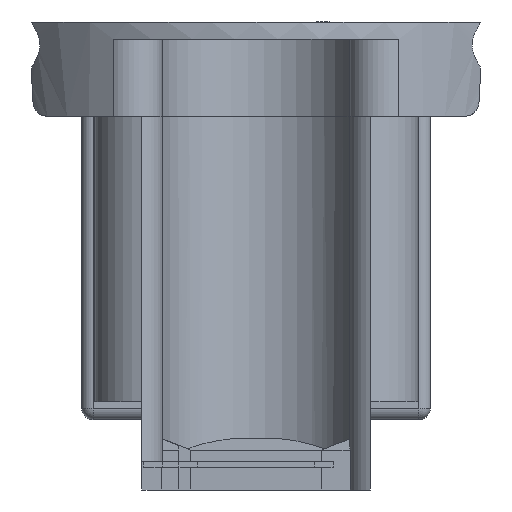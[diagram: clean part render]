
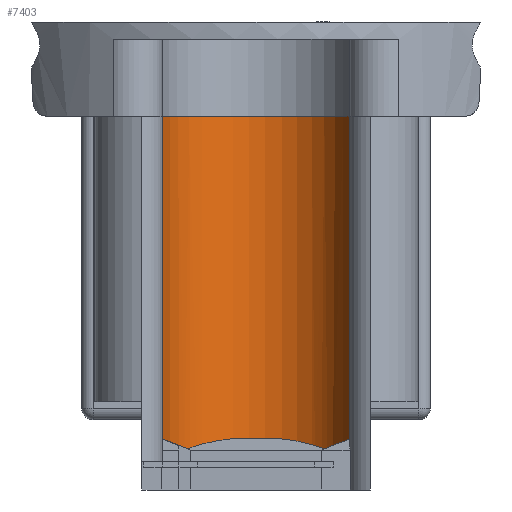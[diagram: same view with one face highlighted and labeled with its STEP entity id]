
A CAD part, left-side view. The second image highlights one B-rep face of the part: STEP entity #7403.
In plain terms, the highlighted cylindrical face has radius 8.5 mm (diameter 17 mm), a partial arc.
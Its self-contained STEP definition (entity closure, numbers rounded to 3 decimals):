
#53=FACE_BOUND('',#1420,.T.);
#54=FACE_BOUND('',#1421,.T.);
#673=CYLINDRICAL_SURFACE('',#7910,8.5);
#988=FACE_OUTER_BOUND('',#1419,.T.);
#1419=EDGE_LOOP('',(#5468,#5469,#5470,#5471,#5472,#5473,#5474,#5475));
#1420=EDGE_LOOP('',(#5476,#5477,#5478,#5479));
#1421=EDGE_LOOP('',(#5480,#5481,#5482,#5483));
#1885=LINE('',#10523,#2478);
#1889=LINE('',#10532,#2482);
#1904=LINE('',#10577,#2497);
#1906=LINE('',#10580,#2499);
#1907=LINE('',#10582,#2500);
#1924=LINE('',#10621,#2517);
#1925=LINE('',#10622,#2518);
#1926=LINE('',#10626,#2519);
#2478=VECTOR('',#8709,10.);
#2482=VECTOR('',#8715,10.);
#2497=VECTOR('',#8758,10.);
#2499=VECTOR('',#8762,10.);
#2500=VECTOR('',#8765,10.);
#2517=VECTOR('',#8808,10.);
#2518=VECTOR('',#8809,10.);
#2519=VECTOR('',#8814,10.);
#2982=CIRCLE('',#7876,8.5);
#2985=CIRCLE('',#7882,8.5);
#2986=CIRCLE('',#7884,8.5);
#2988=CIRCLE('',#7887,8.5);
#2990=CIRCLE('',#7890,8.5);
#2991=CIRCLE('',#7892,8.5);
#2992=CIRCLE('',#7898,8.5);
#2995=CIRCLE('',#7911,8.5);
#3202=VERTEX_POINT('',#10509);
#3203=VERTEX_POINT('',#10511);
#3207=VERTEX_POINT('',#10521);
#3208=VERTEX_POINT('',#10522);
#3211=VERTEX_POINT('',#10530);
#3212=VERTEX_POINT('',#10531);
#3215=VERTEX_POINT('',#10539);
#3216=VERTEX_POINT('',#10543);
#3218=VERTEX_POINT('',#10546);
#3221=VERTEX_POINT('',#10554);
#3223=VERTEX_POINT('',#10559);
#3226=VERTEX_POINT('',#10565);
#3227=VERTEX_POINT('',#10569);
#3228=VERTEX_POINT('',#10576);
#3237=VERTEX_POINT('',#10619);
#3238=VERTEX_POINT('',#10624);
#4027=EDGE_CURVE('',#3203,#3202,#2982,.T.);
#4032=EDGE_CURVE('',#3207,#3208,#1885,.T.);
#4036=EDGE_CURVE('',#3211,#3212,#1889,.T.);
#4040=EDGE_CURVE('',#3212,#3215,#2985,.T.);
#4043=EDGE_CURVE('',#3218,#3216,#2986,.T.);
#4047=EDGE_CURVE('',#3208,#3221,#2988,.T.);
#4053=EDGE_CURVE('',#3223,#3226,#2990,.T.);
#4054=EDGE_CURVE('',#3227,#3211,#2991,.T.);
#4058=EDGE_CURVE('',#3221,#3228,#1904,.T.);
#4060=EDGE_CURVE('',#3215,#3227,#1906,.T.);
#4061=EDGE_CURVE('',#3226,#3218,#1907,.T.);
#4063=EDGE_CURVE('',#3228,#3207,#2992,.T.);
#4081=EDGE_CURVE('',#3216,#3237,#1924,.T.);
#4082=EDGE_CURVE('',#3202,#3223,#1925,.T.);
#4083=EDGE_CURVE('',#3238,#3237,#2995,.T.);
#4084=EDGE_CURVE('',#3203,#3238,#1926,.T.);
#5468=ORIENTED_EDGE('',*,*,#4043,.T.);
#5469=ORIENTED_EDGE('',*,*,#4081,.T.);
#5470=ORIENTED_EDGE('',*,*,#4083,.F.);
#5471=ORIENTED_EDGE('',*,*,#4084,.F.);
#5472=ORIENTED_EDGE('',*,*,#4027,.T.);
#5473=ORIENTED_EDGE('',*,*,#4082,.T.);
#5474=ORIENTED_EDGE('',*,*,#4053,.T.);
#5475=ORIENTED_EDGE('',*,*,#4061,.T.);
#5476=ORIENTED_EDGE('',*,*,#4058,.T.);
#5477=ORIENTED_EDGE('',*,*,#4063,.T.);
#5478=ORIENTED_EDGE('',*,*,#4032,.T.);
#5479=ORIENTED_EDGE('',*,*,#4047,.T.);
#5480=ORIENTED_EDGE('',*,*,#4060,.T.);
#5481=ORIENTED_EDGE('',*,*,#4054,.T.);
#5482=ORIENTED_EDGE('',*,*,#4036,.T.);
#5483=ORIENTED_EDGE('',*,*,#4040,.T.);
#7403=ADVANCED_FACE('',(#988,#53,#54),#673,.F.);
#7876=AXIS2_PLACEMENT_3D('',#10512,#8699,#8700);
#7882=AXIS2_PLACEMENT_3D('',#10540,#8721,#8722);
#7884=AXIS2_PLACEMENT_3D('',#10547,#8727,#8728);
#7887=AXIS2_PLACEMENT_3D('',#10555,#8735,#8736);
#7890=AXIS2_PLACEMENT_3D('',#10567,#8745,#8746);
#7892=AXIS2_PLACEMENT_3D('',#10570,#8749,#8750);
#7898=AXIS2_PLACEMENT_3D('',#10585,#8769,#8770);
#7910=AXIS2_PLACEMENT_3D('',#10623,#8810,#8811);
#7911=AXIS2_PLACEMENT_3D('',#10625,#8812,#8813);
#8699=DIRECTION('center_axis',(0.,0.,1.));
#8700=DIRECTION('ref_axis',(-0.233,-0.972,0.));
#8709=DIRECTION('',(0.,0.,-1.));
#8715=DIRECTION('',(0.,0.,-1.));
#8721=DIRECTION('center_axis',(0.,0.,1.));
#8722=DIRECTION('ref_axis',(-0.233,-0.972,0.));
#8727=DIRECTION('center_axis',(0.,0.,1.));
#8728=DIRECTION('ref_axis',(-0.233,-0.972,0.));
#8735=DIRECTION('center_axis',(0.,0.,1.));
#8736=DIRECTION('ref_axis',(-0.233,-0.972,0.));
#8745=DIRECTION('center_axis',(0.,0.,-1.));
#8746=DIRECTION('ref_axis',(-0.233,-0.972,0.));
#8749=DIRECTION('center_axis',(0.,0.,-1.));
#8750=DIRECTION('ref_axis',(-0.233,-0.972,0.));
#8758=DIRECTION('',(0.,0.,1.));
#8762=DIRECTION('',(0.,0.,1.));
#8765=DIRECTION('',(0.,0.,-1.));
#8769=DIRECTION('center_axis',(0.,0.,-1.));
#8770=DIRECTION('ref_axis',(-0.233,-0.972,0.));
#8808=DIRECTION('',(0.,0.,-1.));
#8809=DIRECTION('',(0.,0.,-1.));
#8810=DIRECTION('center_axis',(0.,0.,-1.));
#8811=DIRECTION('ref_axis',(1.,-0.012,0.));
#8812=DIRECTION('center_axis',(0.,0.,1.));
#8813=DIRECTION('ref_axis',(-0.233,-0.972,0.));
#8814=DIRECTION('',(0.,0.,-1.));
#10509=CARTESIAN_POINT('',(-16.101,8.308,-8.25));
#10511=CARTESIAN_POINT('',(-16.295,-8.268,-8.25));
#10512=CARTESIAN_POINT('Origin',(-14.314,-0.002,
-8.25));
#10521=CARTESIAN_POINT('',(-9.148,-6.752,-38.5));
#10522=CARTESIAN_POINT('',(-9.148,-6.752,-39.));
#10523=CARTESIAN_POINT('',(-9.148,-6.752,-8.25));
#10530=CARTESIAN_POINT('',(-7.564,5.164,-38.5));
#10531=CARTESIAN_POINT('',(-7.564,5.164,-39.));
#10532=CARTESIAN_POINT('',(-7.564,5.164,-8.25));
#10539=CARTESIAN_POINT('',(-9.148,6.748,-39.));
#10540=CARTESIAN_POINT('Origin',(-14.314,-0.002,
-39.));
#10543=CARTESIAN_POINT('',(-16.101,8.308,-39.));
#10546=CARTESIAN_POINT('',(-12.101,8.205,-39.));
#10547=CARTESIAN_POINT('Origin',(-14.314,-0.002,
-39.));
#10554=CARTESIAN_POINT('',(-7.564,-5.168,-39.));
#10555=CARTESIAN_POINT('Origin',(-14.314,-0.002,
-39.));
#10559=CARTESIAN_POINT('',(-16.101,8.308,-38.5));
#10565=CARTESIAN_POINT('',(-12.101,8.205,-38.5));
#10567=CARTESIAN_POINT('Origin',(-14.314,-0.002,
-38.5));
#10569=CARTESIAN_POINT('',(-9.148,6.748,-38.5));
#10570=CARTESIAN_POINT('Origin',(-14.314,-0.002,
-38.5));
#10576=CARTESIAN_POINT('',(-7.564,-5.168,-38.5));
#10577=CARTESIAN_POINT('',(-7.564,-5.168,-8.25));
#10580=CARTESIAN_POINT('',(-9.148,6.748,-8.25));
#10582=CARTESIAN_POINT('',(-12.101,8.205,-8.25));
#10585=CARTESIAN_POINT('Origin',(-14.314,-0.002,
-38.5));
#10619=CARTESIAN_POINT('',(-16.101,8.308,-41.));
#10621=CARTESIAN_POINT('',(-16.101,8.308,-8.25));
#10622=CARTESIAN_POINT('',(-16.101,8.308,-8.25));
#10623=CARTESIAN_POINT('Origin',(-14.314,-0.002,
-8.25));
#10624=CARTESIAN_POINT('',(-16.295,-8.268,-41.));
#10625=CARTESIAN_POINT('Origin',(-14.314,-0.002,
-41.));
#10626=CARTESIAN_POINT('',(-16.295,-8.268,-8.25));
